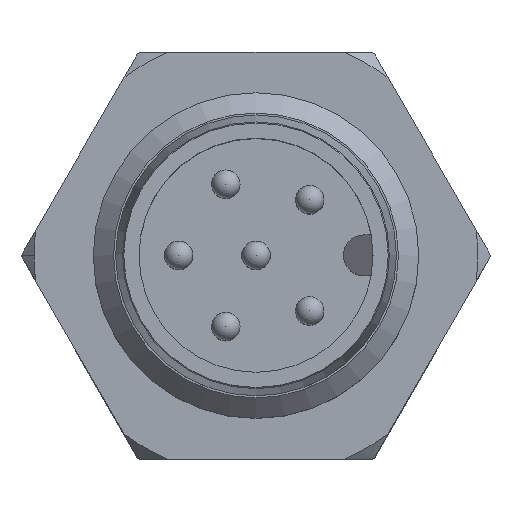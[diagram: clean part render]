
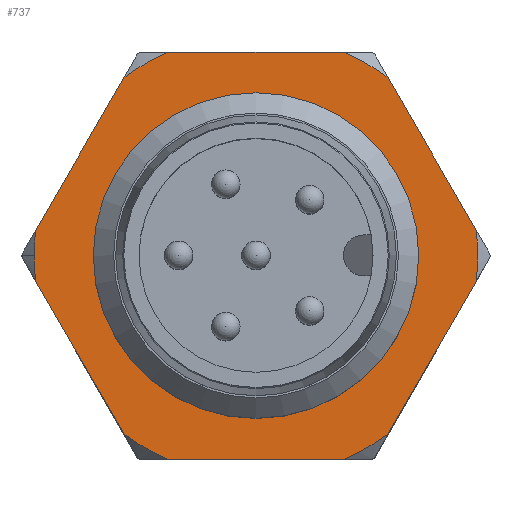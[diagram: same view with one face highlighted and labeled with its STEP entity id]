
A CAD part, top view. The second image highlights one B-rep face of the part: STEP entity #737.
In plain terms, the highlighted planar face has unit normal (0, 0, 1).
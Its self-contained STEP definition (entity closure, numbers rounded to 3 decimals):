
#668=PLANE('',#2415);
#737=ADVANCED_FACE('',(#1033,#1034),#668,.T.);
#910=CIRCLE('',#2407,4.);
#911=CIRCLE('',#2408,5.45);
#912=CIRCLE('',#2409,5.45);
#913=CIRCLE('',#2410,5.45);
#914=CIRCLE('',#2411,5.45);
#915=CIRCLE('',#2412,5.45);
#916=CIRCLE('',#2413,5.45);
#917=CIRCLE('',#2414,5.45);
#1033=FACE_BOUND('',#1170,.T.);
#1034=FACE_BOUND('',#1171,.T.);
#1170=EDGE_LOOP('',(#1461));
#1171=EDGE_LOOP('',(#1462,#1463,#1464,#1465,#1466,#1467,#1468,#1469,#1470,
#1471,#1472,#1473,#1474));
#1461=ORIENTED_EDGE('',*,*,#2005,.F.);
#1462=ORIENTED_EDGE('',*,*,#2006,.T.);
#1463=ORIENTED_EDGE('',*,*,#2007,.T.);
#1464=ORIENTED_EDGE('',*,*,#2008,.T.);
#1465=ORIENTED_EDGE('',*,*,#2009,.T.);
#1466=ORIENTED_EDGE('',*,*,#2010,.T.);
#1467=ORIENTED_EDGE('',*,*,#2011,.T.);
#1468=ORIENTED_EDGE('',*,*,#2012,.T.);
#1469=ORIENTED_EDGE('',*,*,#2013,.T.);
#1470=ORIENTED_EDGE('',*,*,#2014,.T.);
#1471=ORIENTED_EDGE('',*,*,#2015,.T.);
#1472=ORIENTED_EDGE('',*,*,#2016,.T.);
#1473=ORIENTED_EDGE('',*,*,#2017,.T.);
#1474=ORIENTED_EDGE('',*,*,#2018,.T.);
#1810=VERTEX_POINT('',#3336);
#1811=VERTEX_POINT('',#3338);
#1812=VERTEX_POINT('',#3339);
#1813=VERTEX_POINT('',#3341);
#1814=VERTEX_POINT('',#3343);
#1815=VERTEX_POINT('',#3345);
#1816=VERTEX_POINT('',#3347);
#1817=VERTEX_POINT('',#3349);
#1818=VERTEX_POINT('',#3351);
#1819=VERTEX_POINT('',#3353);
#1820=VERTEX_POINT('',#3355);
#1821=VERTEX_POINT('',#3357);
#1822=VERTEX_POINT('',#3359);
#1823=VERTEX_POINT('',#3361);
#2005=EDGE_CURVE('',#1810,#1810,#910,.T.);
#2006=EDGE_CURVE('',#1811,#1812,#2165,.T.);
#2007=EDGE_CURVE('',#1812,#1813,#911,.T.);
#2008=EDGE_CURVE('',#1813,#1814,#2166,.T.);
#2009=EDGE_CURVE('',#1814,#1815,#912,.T.);
#2010=EDGE_CURVE('',#1815,#1816,#2167,.T.);
#2011=EDGE_CURVE('',#1816,#1817,#913,.T.);
#2012=EDGE_CURVE('',#1817,#1818,#2168,.T.);
#2013=EDGE_CURVE('',#1818,#1819,#914,.T.);
#2014=EDGE_CURVE('',#1819,#1820,#915,.T.);
#2015=EDGE_CURVE('',#1820,#1821,#2169,.T.);
#2016=EDGE_CURVE('',#1821,#1822,#916,.T.);
#2017=EDGE_CURVE('',#1822,#1823,#2170,.T.);
#2018=EDGE_CURVE('',#1823,#1811,#917,.T.);
#2165=LINE('',#3337,#2248);
#2166=LINE('',#3342,#2249);
#2167=LINE('',#3346,#2250);
#2168=LINE('',#3350,#2251);
#2169=LINE('',#3356,#2252);
#2170=LINE('',#3360,#2253);
#2248=VECTOR('',#2810,1.);
#2249=VECTOR('',#2813,1.);
#2250=VECTOR('',#2816,1.);
#2251=VECTOR('',#2819,1.);
#2252=VECTOR('',#2824,1.);
#2253=VECTOR('',#2827,1.);
#2407=AXIS2_PLACEMENT_3D('',#3335,#2808,#2809);
#2408=AXIS2_PLACEMENT_3D('',#3340,#2811,#2812);
#2409=AXIS2_PLACEMENT_3D('',#3344,#2814,#2815);
#2410=AXIS2_PLACEMENT_3D('',#3348,#2817,#2818);
#2411=AXIS2_PLACEMENT_3D('',#3352,#2820,#2821);
#2412=AXIS2_PLACEMENT_3D('',#3354,#2822,#2823);
#2413=AXIS2_PLACEMENT_3D('',#3358,#2825,#2826);
#2414=AXIS2_PLACEMENT_3D('',#3362,#2828,#2829);
#2415=AXIS2_PLACEMENT_3D('',#3363,#2830,#2831);
#2808=DIRECTION('',(0.,0.,1.));
#2809=DIRECTION('',(1.,0.,0.));
#2810=DIRECTION('',(0.5,0.866,0.));
#2811=DIRECTION('',(0.,0.,1.));
#2812=DIRECTION('',(1.,0.,0.));
#2813=DIRECTION('',(-0.5,0.866,0.));
#2814=DIRECTION('',(0.,0.,1.));
#2815=DIRECTION('',(1.,0.,0.));
#2816=DIRECTION('',(-1.,0.,0.));
#2817=DIRECTION('',(0.,0.,1.));
#2818=DIRECTION('',(1.,0.,0.));
#2819=DIRECTION('',(-0.5,-0.866,0.));
#2820=DIRECTION('',(0.,0.,1.));
#2821=DIRECTION('',(1.,0.,0.));
#2822=DIRECTION('',(0.,0.,1.));
#2823=DIRECTION('',(1.,0.,0.));
#2824=DIRECTION('',(0.5,-0.866,0.));
#2825=DIRECTION('',(0.,0.,1.));
#2826=DIRECTION('',(1.,0.,0.));
#2827=DIRECTION('',(1.,0.,0.));
#2828=DIRECTION('',(0.,0.,1.));
#2829=DIRECTION('',(1.,0.,0.));
#2830=DIRECTION('',(0.,0.,1.));
#2831=DIRECTION('',(1.,0.,0.));
#3335=CARTESIAN_POINT('',(-230.,10.,0.5));
#3336=CARTESIAN_POINT('',(-234.,10.,0.5));
#3337=CARTESIAN_POINT('',(-225.67,7.5,0.5));
#3338=CARTESIAN_POINT('',(-226.754,5.622,0.5));
#3339=CARTESIAN_POINT('',(-224.586,9.378,0.5));
#3340=CARTESIAN_POINT('',(-230.,10.,0.5));
#3341=CARTESIAN_POINT('',(-224.586,10.622,0.5));
#3342=CARTESIAN_POINT('',(-225.67,12.5,0.5));
#3343=CARTESIAN_POINT('',(-226.754,14.378,0.5));
#3344=CARTESIAN_POINT('',(-230.,10.,0.5));
#3345=CARTESIAN_POINT('',(-227.831,15.,0.5));
#3346=CARTESIAN_POINT('',(-230.,15.,0.5));
#3347=CARTESIAN_POINT('',(-232.169,15.,0.5));
#3348=CARTESIAN_POINT('',(-230.,10.,0.5));
#3349=CARTESIAN_POINT('',(-233.246,14.378,0.5));
#3350=CARTESIAN_POINT('',(-234.33,12.5,0.5));
#3351=CARTESIAN_POINT('',(-235.414,10.622,0.5));
#3352=CARTESIAN_POINT('',(-230.,10.,0.5));
#3353=CARTESIAN_POINT('',(-235.45,10.,0.5));
#3354=CARTESIAN_POINT('',(-230.,10.,0.5));
#3355=CARTESIAN_POINT('',(-235.414,9.378,0.5));
#3356=CARTESIAN_POINT('',(-234.33,7.5,0.5));
#3357=CARTESIAN_POINT('',(-233.246,5.622,0.5));
#3358=CARTESIAN_POINT('',(-230.,10.,0.5));
#3359=CARTESIAN_POINT('',(-232.169,5.,0.5));
#3360=CARTESIAN_POINT('',(-230.,5.,0.5));
#3361=CARTESIAN_POINT('',(-227.831,5.,0.5));
#3362=CARTESIAN_POINT('',(-230.,10.,0.5));
#3363=CARTESIAN_POINT('',(-230.,10.,0.5));
